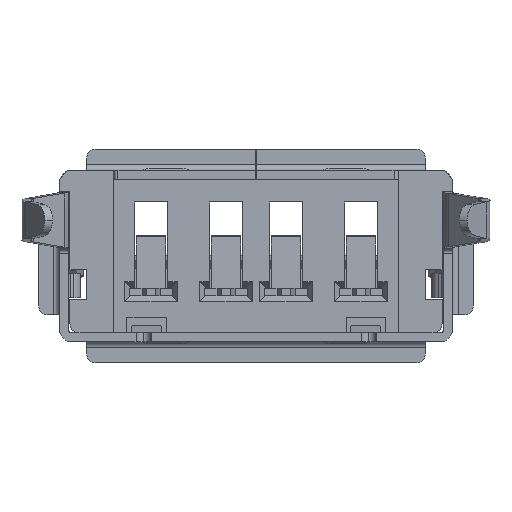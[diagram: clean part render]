
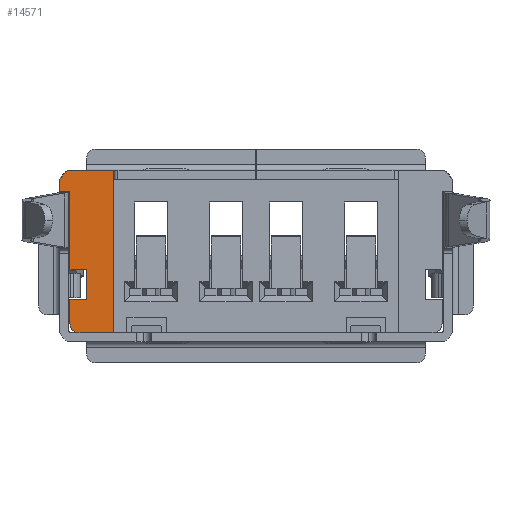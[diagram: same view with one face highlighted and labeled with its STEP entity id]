
A CAD part, front view. The second image highlights one B-rep face of the part: STEP entity #14571.
In plain terms, the highlighted face is planar.
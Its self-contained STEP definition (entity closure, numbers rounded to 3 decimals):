
#272 = VERTEX_POINT ( 'NONE', #11571 ) ;
#520 = PLANE ( 'NONE',  #13505 ) ;
#568 = DIRECTION ( 'NONE',  ( 0., -1., 0. ) ) ;
#971 = CARTESIAN_POINT ( 'NONE',  ( -4.75, 0.15, 6.6 ) ) ;
#1034 = CARTESIAN_POINT ( 'NONE',  ( -5.65, 0.15, 6.6 ) ) ;
#1257 = CARTESIAN_POINT ( 'NONE',  ( -6.057, -2.528, 6.6 ) ) ;
#1333 = LINE ( 'NONE', #7365, #15395 ) ;
#1682 = VERTEX_POINT ( 'NONE', #27952 ) ;
#2759 = VERTEX_POINT ( 'NONE', #16602 ) ;
#3554 = VECTOR ( 'NONE', #32816, 1000. ) ;
#3805 = DIRECTION ( 'NONE',  ( -1., 0., 0. ) ) ;
#3923 = CARTESIAN_POINT ( 'NONE',  ( -6.2, -2.339, 6.6 ) ) ;
#3968 = VERTEX_POINT ( 'NONE', #5167 ) ;
#4287 = ORIENTED_EDGE ( 'NONE', *, *, #28557, .F. ) ;
#4322 = ORIENTED_EDGE ( 'NONE', *, *, #19412, .F. ) ;
#4926 = EDGE_CURVE ( 'NONE', #25547, #34338, #27791, .T. ) ;
#5126 = CARTESIAN_POINT ( 'NONE',  ( -6.55, 2.56, 6.6 ) ) ;
#5167 = CARTESIAN_POINT ( 'NONE',  ( -6.2, -2.26, 6.6 ) ) ;
#6594 = VECTOR ( 'NONE', #26843, 1000. ) ;
#7365 = CARTESIAN_POINT ( 'NONE',  ( -6.2, 0.9, 6.6 ) ) ;
#7565 = CARTESIAN_POINT ( 'NONE',  ( -6.2, 0.15, 6.6 ) ) ;
#7770 = CARTESIAN_POINT ( 'NONE',  ( -6.27, 2.84, 6.6 ) ) ;
#7814 = VERTEX_POINT ( 'NONE', #18284 ) ;
#8273 = CARTESIAN_POINT ( 'NONE',  ( -5.65, -1.46, 6.6 ) ) ;
#8374 = EDGE_CURVE ( 'NONE', #11611, #18125, #10920, .T. ) ;
#8493 = CARTESIAN_POINT ( 'NONE',  ( -4.75, 2.84, 6.6 ) ) ;
#8750 = EDGE_CURVE ( 'NONE', #11611, #21096, #33683, .T. ) ;
#10244 = ORIENTED_EDGE ( 'NONE', *, *, #8750, .F. ) ;
#10428 = LINE ( 'NONE', #7565, #22073 ) ;
#10920 = LINE ( 'NONE', #971, #25093 ) ;
#11153 = DIRECTION ( 'NONE',  ( -1., 0., 0. ) ) ;
#11348 = VERTEX_POINT ( 'NONE', #11477 ) ;
#11477 = CARTESIAN_POINT ( 'NONE',  ( -6.55, 2.56, 6.6 ) ) ;
#11571 = CARTESIAN_POINT ( 'NONE',  ( -6.2, 2.16, 6.6 ) ) ;
#11611 = VERTEX_POINT ( 'NONE', #25800 ) ;
#11991 = VECTOR ( 'NONE', #3805, 1000. ) ;
#12496 = VECTOR ( 'NONE', #29949, 1000. ) ;
#12515 = EDGE_CURVE ( 'NONE', #18125, #2759, #27620, .T. ) ;
#13233 = ORIENTED_EDGE ( 'NONE', *, *, #32415, .F. ) ;
#13358 = ORIENTED_EDGE ( 'NONE', *, *, #19066, .T. ) ;
#13505 = AXIS2_PLACEMENT_3D ( 'NONE', #21746, #27070, #11153 ) ;
#14287 = EDGE_CURVE ( 'NONE', #272, #1682, #1333, .T. ) ;
#14417 = CARTESIAN_POINT ( 'NONE',  ( -5.9, -2.56, 6.6 ) ) ;
#14492 = LINE ( 'NONE', #15460, #27840 ) ;
#14524 = VECTOR ( 'NONE', #568, 1000. ) ;
#14571 = ADVANCED_FACE ( 'NONE', ( #32831 ), #520, .T. ) ;
#14759 = ORIENTED_EDGE ( 'NONE', *, *, #8374, .T. ) ;
#14875 = ORIENTED_EDGE ( 'NONE', *, *, #12515, .T. ) ;
#15395 = VECTOR ( 'NONE', #31269, 1000. ) ;
#15460 = CARTESIAN_POINT ( 'NONE',  ( -5.65, 2.16, 6.6 ) ) ;
#15939 = ORIENTED_EDGE ( 'NONE', *, *, #14287, .T. ) ;
#16602 = CARTESIAN_POINT ( 'NONE',  ( -6.27, 2.84, 6.6 ) ) ;
#16718 = CARTESIAN_POINT ( 'NONE',  ( -4.714, 2.84, 6.6 ) ) ;
#16873 = CARTESIAN_POINT ( 'NONE',  ( -5.9, -2.56, 6.6 ) ) ;
#17095 = CARTESIAN_POINT ( 'NONE',  ( -5.979, -2.56, 6.6 ) ) ;
#17730 = B_SPLINE_CURVE_WITH_KNOTS ( 'NONE', 3,
 ( #14417, #17095, #1257, #19771, #3923, #22492 ),
 .UNSPECIFIED., .F., .F.,
 ( 4, 2, 4 ),
 ( 0., 0.5, 1. ),
 .UNSPECIFIED. ) ;
#17736 = EDGE_CURVE ( 'NONE', #34338, #32190, #30937, .T. ) ;
#18125 = VERTEX_POINT ( 'NONE', #8493 ) ;
#18175 = DIRECTION ( 'NONE',  ( -1., 0., 0. ) ) ;
#18284 = CARTESIAN_POINT ( 'NONE',  ( -6.55, 2.16, 6.6 ) ) ;
#18879 = CARTESIAN_POINT ( 'NONE',  ( -5.65, -0.46, 6.6 ) ) ;
#19066 = EDGE_CURVE ( 'NONE', #11348, #7814, #28711, .T. ) ;
#19215 = EDGE_CURVE ( 'NONE', #21096, #3968, #17730, .T. ) ;
#19412 = EDGE_CURVE ( 'NONE', #272, #7814, #14492, .T. ) ;
#19771 = CARTESIAN_POINT ( 'NONE',  ( -6.168, -2.417, 6.6 ) ) ;
#20781 = DIRECTION ( 'NONE',  ( 0., 1., 0. ) ) ;
#20993 = CARTESIAN_POINT ( 'NONE',  ( -6.457, 2.653, 6.6 ) ) ;
#21096 = VERTEX_POINT ( 'NONE', #16873 ) ;
#21746 = CARTESIAN_POINT ( 'NONE',  ( -4.714, 2.968, 6.6 ) ) ;
#22073 = VECTOR ( 'NONE', #20781, 1000. ) ;
#22220 = DIRECTION ( 'NONE',  ( 0., 1., 0. ) ) ;
#22482 = EDGE_CURVE ( 'NONE', #11348, #2759, #34307, .T. ) ;
#22492 = CARTESIAN_POINT ( 'NONE',  ( -6.2, -2.26, 6.6 ) ) ;
#23697 = CARTESIAN_POINT ( 'NONE',  ( -6.363, 2.747, 6.6 ) ) ;
#24661 = CARTESIAN_POINT ( 'NONE',  ( -5.65, -2.56, 6.6 ) ) ;
#24744 = CARTESIAN_POINT ( 'NONE',  ( -6.2, -1.46, 6.6 ) ) ;
#24817 = DIRECTION ( 'NONE',  ( -1., 0., 0. ) ) ;
#25093 = VECTOR ( 'NONE', #22220, 1000. ) ;
#25546 = CARTESIAN_POINT ( 'NONE',  ( -5.65, -1.46, 6.6 ) ) ;
#25547 = VERTEX_POINT ( 'NONE', #24744 ) ;
#25800 = CARTESIAN_POINT ( 'NONE',  ( -4.75, -2.56, 6.6 ) ) ;
#26804 = VECTOR ( 'NONE', #24817, 1000. ) ;
#26843 = DIRECTION ( 'NONE',  ( 1., 0., 0. ) ) ;
#27070 = DIRECTION ( 'NONE',  ( 0., 0., 1. ) ) ;
#27620 = LINE ( 'NONE', #16718, #26804 ) ;
#27791 = LINE ( 'NONE', #8273, #6594 ) ;
#27840 = VECTOR ( 'NONE', #18175, 1000. ) ;
#27952 = CARTESIAN_POINT ( 'NONE',  ( -6.2, -0.46, 6.6 ) ) ;
#28182 = ORIENTED_EDGE ( 'NONE', *, *, #4926, .F. ) ;
#28557 = EDGE_CURVE ( 'NONE', #3968, #25547, #10428, .T. ) ;
#28612 = ORIENTED_EDGE ( 'NONE', *, *, #17736, .F. ) ;
#28711 = LINE ( 'NONE', #32478, #14524 ) ;
#29949 = DIRECTION ( 'NONE',  ( -1., 0., 0. ) ) ;
#30119 = ORIENTED_EDGE ( 'NONE', *, *, #19215, .F. ) ;
#30342 = CARTESIAN_POINT ( 'NONE',  ( -5.65, -0.46, 6.6 ) ) ;
#30937 = LINE ( 'NONE', #1034, #3554 ) ;
#31269 = DIRECTION ( 'NONE',  ( 0., -1., 0. ) ) ;
#31912 = ORIENTED_EDGE ( 'NONE', *, *, #22482, .F. ) ;
#32190 = VERTEX_POINT ( 'NONE', #18879 ) ;
#32415 = EDGE_CURVE ( 'NONE', #32190, #1682, #34007, .T. ) ;
#32478 = CARTESIAN_POINT ( 'NONE',  ( -6.55, 2.36, 6.6 ) ) ;
#32816 = DIRECTION ( 'NONE',  ( 0., 1., 0. ) ) ;
#32831 = FACE_OUTER_BOUND ( 'NONE', #32978, .T. ) ;
#32978 = EDGE_LOOP ( 'NONE', ( #4322, #15939, #13233, #28612, #28182, #4287, #30119, #10244, #14759, #14875, #31912, #13358 ) ) ;
#33683 = LINE ( 'NONE', #24661, #12496 ) ;
#34007 = LINE ( 'NONE', #30342, #11991 ) ;
#34307 = B_SPLINE_CURVE_WITH_KNOTS ( 'NONE', 3,
 ( #5126, #20993, #23697, #7770 ),
 .UNSPECIFIED., .F., .F.,
 ( 4, 4 ),
 ( 0., 0.933 ),
 .UNSPECIFIED. ) ;
#34338 = VERTEX_POINT ( 'NONE', #25546 ) ;
